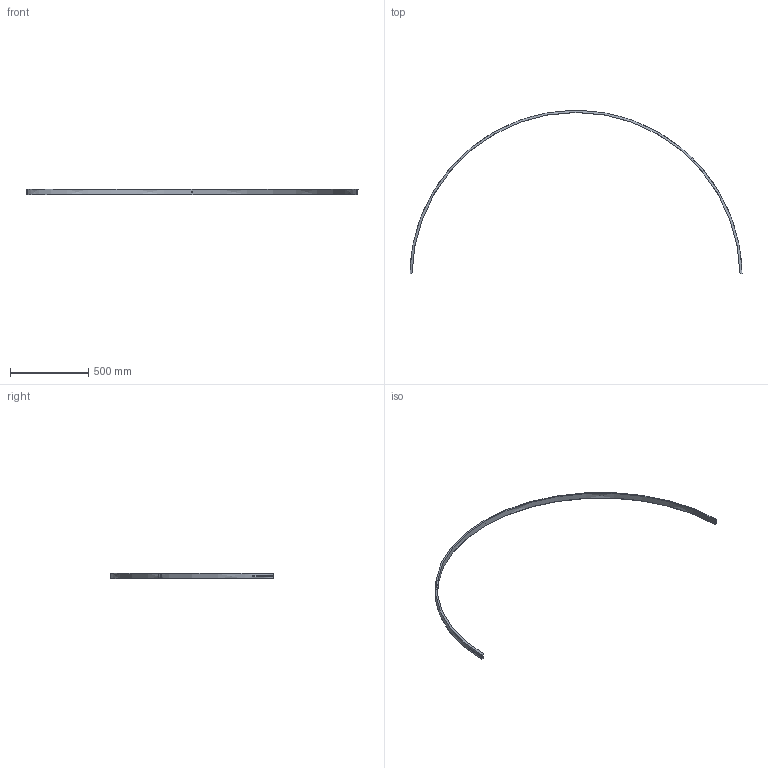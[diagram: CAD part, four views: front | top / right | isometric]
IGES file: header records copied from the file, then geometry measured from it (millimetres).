
Start section: SolidWorks IGES file using analytic representation for surfaces
Global section: file name: 109HD1000776_aLIGO_Mode_Cleaner_Tube_Baffle_Ring_Bottom.IGS; native system: SolidWorks 2010; preprocessor: SolidWorks 2010; author: tnguyen; date: 110801.125828; units: inch
Bounding box: 2117.38 x 1039.81 x 38.1 mm (x, y, z)
Surface area: 329313.7 mm2 (no closed solid volume)
Topology: 0 solids, 0 shells, 28 faces, 728 edges, 728 vertices
Faces by surface type: revolution 25, bspline 3
